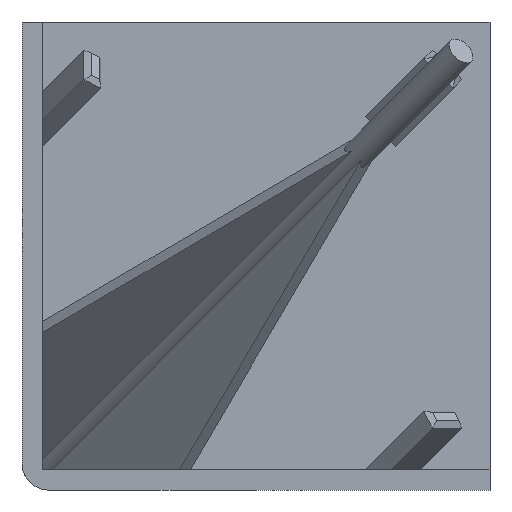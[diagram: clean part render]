
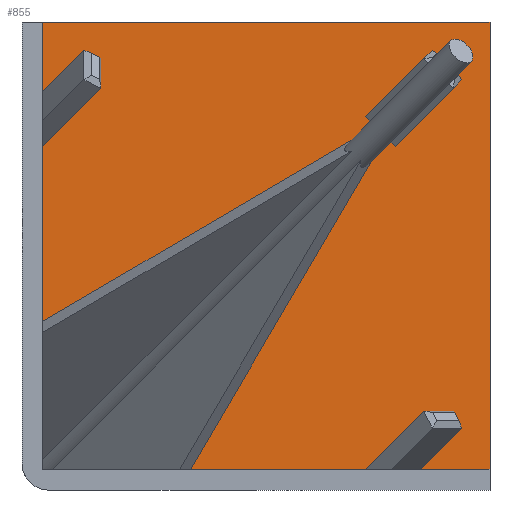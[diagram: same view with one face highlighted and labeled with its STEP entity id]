
A CAD part, left-side view. The second image highlights one B-rep face of the part: STEP entity #855.
In plain terms, the highlighted planar face has unit normal (-1, 0, 0).
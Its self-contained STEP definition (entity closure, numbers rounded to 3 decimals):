
#17=FACE_BOUND('',#124,.T.);
#24=PLANE('',#942);
#71=FACE_OUTER_BOUND('',#123,.T.);
#123=EDGE_LOOP('',(#653,#654,#655,#656,#657,#658,#659,#660,#661));
#124=EDGE_LOOP('',(#662,#663,#664,#665));
#189=LINE('',#1283,#295);
#209=LINE('',#1326,#315);
#210=LINE('',#1329,#316);
#211=LINE('',#1331,#317);
#212=LINE('',#1332,#318);
#213=LINE('',#1334,#319);
#214=LINE('',#1335,#320);
#215=LINE('',#1338,#321);
#216=LINE('',#1340,#322);
#217=LINE('',#1342,#323);
#218=LINE('',#1343,#324);
#295=VECTOR('',#1031,1000.);
#315=VECTOR('',#1063,1000.);
#316=VECTOR('',#1066,1000.);
#317=VECTOR('',#1067,1000.);
#318=VECTOR('',#1068,1000.);
#319=VECTOR('',#1069,1000.);
#320=VECTOR('',#1070,1000.);
#321=VECTOR('',#1071,1000.);
#322=VECTOR('',#1072,1000.);
#323=VECTOR('',#1073,1000.);
#324=VECTOR('',#1074,1000.);
#395=ELLIPSE('',#931,2.425,1.4);
#397=ELLIPSE('',#933,2.425,1.4);
#409=VERTEX_POINT('',#1257);
#410=VERTEX_POINT('',#1259);
#413=VERTEX_POINT('',#1265);
#414=VERTEX_POINT('',#1267);
#420=VERTEX_POINT('',#1281);
#437=VERTEX_POINT('',#1324);
#438=VERTEX_POINT('',#1328);
#439=VERTEX_POINT('',#1330);
#440=VERTEX_POINT('',#1333);
#441=VERTEX_POINT('',#1336);
#442=VERTEX_POINT('',#1337);
#443=VERTEX_POINT('',#1339);
#444=VERTEX_POINT('',#1341);
#487=EDGE_CURVE('',#409,#410,#395,.T.);
#491=EDGE_CURVE('',#413,#414,#397,.T.);
#499=EDGE_CURVE('',#420,#409,#189,.T.);
#521=EDGE_CURVE('',#420,#437,#209,.T.);
#522=EDGE_CURVE('',#438,#413,#210,.T.);
#523=EDGE_CURVE('',#438,#439,#211,.T.);
#524=EDGE_CURVE('',#439,#410,#212,.T.);
#525=EDGE_CURVE('',#440,#437,#213,.T.);
#526=EDGE_CURVE('',#414,#440,#214,.T.);
#527=EDGE_CURVE('',#441,#442,#215,.T.);
#528=EDGE_CURVE('',#442,#443,#216,.T.);
#529=EDGE_CURVE('',#443,#444,#217,.T.);
#530=EDGE_CURVE('',#444,#441,#218,.T.);
#653=ORIENTED_EDGE('',*,*,#522,.F.);
#654=ORIENTED_EDGE('',*,*,#523,.T.);
#655=ORIENTED_EDGE('',*,*,#524,.T.);
#656=ORIENTED_EDGE('',*,*,#487,.F.);
#657=ORIENTED_EDGE('',*,*,#499,.F.);
#658=ORIENTED_EDGE('',*,*,#521,.T.);
#659=ORIENTED_EDGE('',*,*,#525,.F.);
#660=ORIENTED_EDGE('',*,*,#526,.F.);
#661=ORIENTED_EDGE('',*,*,#491,.F.);
#662=ORIENTED_EDGE('',*,*,#527,.T.);
#663=ORIENTED_EDGE('',*,*,#528,.T.);
#664=ORIENTED_EDGE('',*,*,#529,.T.);
#665=ORIENTED_EDGE('',*,*,#530,.T.);
#855=ADVANCED_FACE('',(#71,#17),#24,.T.);
#931=AXIS2_PLACEMENT_3D('',#1260,#1013,#1014);
#933=AXIS2_PLACEMENT_3D('',#1268,#1019,#1020);
#942=AXIS2_PLACEMENT_3D('',#1327,#1064,#1065);
#1013=DIRECTION('center_axis',(-1.,0.,0.));
#1014=DIRECTION('ref_axis',(0.,0.707,-0.707));
#1019=DIRECTION('center_axis',(-1.,0.,0.));
#1020=DIRECTION('ref_axis',(0.,0.707,-0.707));
#1031=DIRECTION('',(0.,1.,0.));
#1063=DIRECTION('',(0.,0.,1.));
#1064=DIRECTION('center_axis',(-1.,0.,0.));
#1065=DIRECTION('ref_axis',(0.,-1.,0.));
#1066=DIRECTION('',(0.,0.707,-0.707));
#1067=DIRECTION('',(0.,-0.707,-0.707));
#1068=DIRECTION('',(0.,0.707,-0.707));
#1069=DIRECTION('',(0.,-1.,0.));
#1070=DIRECTION('',(0.,0.,1.));
#1071=DIRECTION('',(0.,-0.707,-0.707));
#1072=DIRECTION('',(0.,0.707,-0.707));
#1073=DIRECTION('',(0.,0.707,0.707));
#1074=DIRECTION('',(0.,-0.707,0.707));
#1257=CARTESIAN_POINT('',(43.,41.285,-43.));
#1259=CARTESIAN_POINT('',(43.,41.022,-42.082));
#1260=CARTESIAN_POINT('Origin',(43.,43.,-43.));
#1265=CARTESIAN_POINT('',(43.,42.082,-41.022));
#1267=CARTESIAN_POINT('',(43.,43.,-41.285));
#1268=CARTESIAN_POINT('Origin',(43.,43.,-43.));
#1281=CARTESIAN_POINT('',(43.,0.,-43.));
#1283=CARTESIAN_POINT('',(43.,0.,-43.));
#1324=CARTESIAN_POINT('',(43.,0.,0.));
#1326=CARTESIAN_POINT('',(43.,0.,-45.));
#1327=CARTESIAN_POINT('Origin',(43.,0.,-45.));
#1328=CARTESIAN_POINT('',(43.,29.851,-28.791));
#1329=CARTESIAN_POINT('',(43.,23.03,-21.97));
#1330=CARTESIAN_POINT('',(43.,28.791,-29.851));
#1331=CARTESIAN_POINT('',(43.,6.821,-51.821));
#1332=CARTESIAN_POINT('',(43.,21.97,-23.03));
#1333=CARTESIAN_POINT('',(43.,43.,0.));
#1334=CARTESIAN_POINT('',(43.,0.,0.));
#1335=CARTESIAN_POINT('',(43.,43.,-45.));
#1336=CARTESIAN_POINT('',(43.,9.509,-6.681));
#1337=CARTESIAN_POINT('',(43.,6.681,-9.509));
#1338=CARTESIAN_POINT('',(43.,9.509,-6.681));
#1339=CARTESIAN_POINT('',(43.,9.13,-11.958));
#1340=CARTESIAN_POINT('',(43.,499963.681,-499966.509));
#1341=CARTESIAN_POINT('',(43.,11.958,-9.13));
#1342=CARTESIAN_POINT('',(43.,11.958,-9.13));
#1343=CARTESIAN_POINT('',(43.,499966.509,-499963.681));
